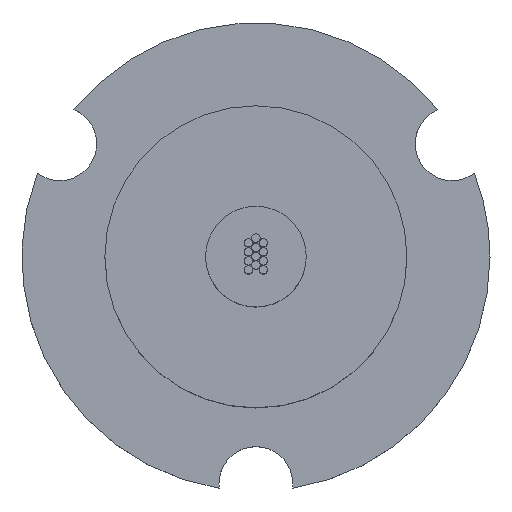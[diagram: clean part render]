
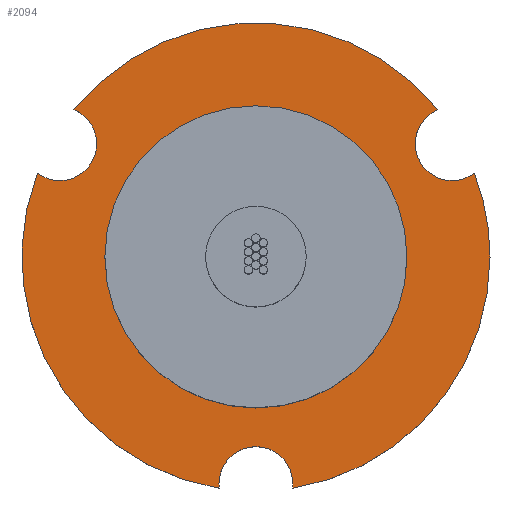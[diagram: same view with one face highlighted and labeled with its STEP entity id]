
A CAD part, top view. The second image highlights one B-rep face of the part: STEP entity #2094.
In plain terms, the highlighted planar face has unit normal (0, 0, 1).
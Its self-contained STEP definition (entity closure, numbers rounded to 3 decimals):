
#14 = VERTEX_POINT ( 'NONE', #1465 ) ;
#51 = AXIS2_PLACEMENT_3D ( 'NONE', #1466, #1870, #661 ) ;
#53 = CARTESIAN_POINT ( 'NONE',  ( -10.841, 8.779, 16.5 ) ) ;
#67 = EDGE_CURVE ( 'NONE', #936, #1026, #1789, .T. ) ;
#76 = FACE_OUTER_BOUND ( 'NONE', #957, .T. ) ;
#154 = ORIENTED_EDGE ( 'NONE', *, *, #1566, .F. ) ;
#173 = VERTEX_POINT ( 'NONE', #498 ) ;
#233 = DIRECTION ( 'NONE',  ( 0., 0., 1. ) ) ;
#244 = CARTESIAN_POINT ( 'NONE',  ( 0., 0., 16.5 ) ) ;
#294 = DIRECTION ( 'NONE',  ( 0., 0., 1. ) ) ;
#340 = EDGE_CURVE ( 'NONE', #1250, #793, #1908, .T. ) ;
#346 = CARTESIAN_POINT ( 'NONE',  ( 0., 0., 16.5 ) ) ;
#377 = CARTESIAN_POINT ( 'NONE',  ( 0., -13.5, 16.5 ) ) ;
#380 = ORIENTED_EDGE ( 'NONE', *, *, #483, .F. ) ;
#386 = AXIS2_PLACEMENT_3D ( 'NONE', #447, #1866, #652 ) ;
#403 = CIRCLE ( 'NONE', #486, 2.2 ) ;
#422 = CARTESIAN_POINT ( 'NONE',  ( 13.023, 4.999, 16.5 ) ) ;
#426 = VERTEX_POINT ( 'NONE', #1919 ) ;
#430 = AXIS2_PLACEMENT_3D ( 'NONE', #346, #1770, #556 ) ;
#447 = CARTESIAN_POINT ( 'NONE',  ( -11.691, 6.75, 16.5 ) ) ;
#452 = DIRECTION ( 'NONE',  ( 1., 0., 0. ) ) ;
#483 = EDGE_CURVE ( 'NONE', #426, #1164, #2188, .T. ) ;
#486 = AXIS2_PLACEMENT_3D ( 'NONE', #2326, #1132, #2531 ) ;
#494 = ORIENTED_EDGE ( 'NONE', *, *, #340, .F. ) ;
#496 = DIRECTION ( 'NONE',  ( 0., 0., 1. ) ) ;
#498 = CARTESIAN_POINT ( 'NONE',  ( -9., 0., 16.5 ) ) ;
#501 = CIRCLE ( 'NONE', #430, 13.95 ) ;
#506 = CARTESIAN_POINT ( 'NONE',  ( 9., 0., 16.5 ) ) ;
#523 = CARTESIAN_POINT ( 'NONE',  ( -11.691, 6.75, 16.5 ) ) ;
#535 = CARTESIAN_POINT ( 'NONE',  ( -2.2, -13.5, 16.5 ) ) ;
#545 = ORIENTED_EDGE ( 'NONE', *, *, #963, .F. ) ;
#556 = DIRECTION ( 'NONE',  ( 1., 0., 0. ) ) ;
#561 = CARTESIAN_POINT ( 'NONE',  ( -2.182, -13.778, 16.5 ) ) ;
#591 = DIRECTION ( 'NONE',  ( 1., 0., 0. ) ) ;
#642 = AXIS2_PLACEMENT_3D ( 'NONE', #523, #1936, #732 ) ;
#652 = DIRECTION ( 'NONE',  ( 1., 0., 0. ) ) ;
#661 = DIRECTION ( 'NONE',  ( 1., 0., 0. ) ) ;
#693 = ORIENTED_EDGE ( 'NONE', *, *, #818, .F. ) ;
#729 = CARTESIAN_POINT ( 'NONE',  ( 0., 0., 16.5 ) ) ;
#732 = DIRECTION ( 'NONE',  ( 1., 0., 0. ) ) ;
#793 = VERTEX_POINT ( 'NONE', #981 ) ;
#805 = ORIENTED_EDGE ( 'NONE', *, *, #67, .F. ) ;
#809 = EDGE_CURVE ( 'NONE', #14, #1164, #1072, .T. ) ;
#818 = EDGE_CURVE ( 'NONE', #915, #173, #2132, .T. ) ;
#837 = EDGE_CURVE ( 'NONE', #173, #915, #2603, .T. ) ;
#900 = CARTESIAN_POINT ( 'NONE',  ( -13.023, 4.999, 16.5 ) ) ;
#915 = VERTEX_POINT ( 'NONE', #506 ) ;
#933 = DIRECTION ( 'NONE',  ( 1., 0., 0. ) ) ;
#936 = VERTEX_POINT ( 'NONE', #1728 ) ;
#957 = EDGE_LOOP ( 'NONE', ( #380, #2050, #545, #494, #1555, #1574, #154, #805, #1452, #2204 ) ) ;
#963 = EDGE_CURVE ( 'NONE', #793, #2185, #1835, .T. ) ;
#981 = CARTESIAN_POINT ( 'NONE',  ( -9.491, 6.75, 16.5 ) ) ;
#993 = DIRECTION ( 'NONE',  ( 0., 0., 1. ) ) ;
#1019 = EDGE_LOOP ( 'NONE', ( #1694, #693 ) ) ;
#1026 = VERTEX_POINT ( 'NONE', #2212 ) ;
#1072 = CIRCLE ( 'NONE', #1235, 13.95 ) ;
#1099 = FACE_BOUND ( 'NONE', #1019, .T. ) ;
#1132 = DIRECTION ( 'NONE',  ( 0., 0., 1. ) ) ;
#1152 = DIRECTION ( 'NONE',  ( 0., 0., 1. ) ) ;
#1164 = VERTEX_POINT ( 'NONE', #422 ) ;
#1235 = AXIS2_PLACEMENT_3D ( 'NONE', #2186, #993, #2383 ) ;
#1250 = VERTEX_POINT ( 'NONE', #900 ) ;
#1264 = EDGE_CURVE ( 'NONE', #936, #14, #1427, .T. ) ;
#1374 = AXIS2_PLACEMENT_3D ( 'NONE', #1670, #233, #1659 ) ;
#1427 = CIRCLE ( 'NONE', #1669, 13.95 ) ;
#1452 = ORIENTED_EDGE ( 'NONE', *, *, #1264, .T. ) ;
#1465 = CARTESIAN_POINT ( 'NONE',  ( 13.95, 0., 16.5 ) ) ;
#1466 = CARTESIAN_POINT ( 'NONE',  ( 0., 0., 16.5 ) ) ;
#1512 = CARTESIAN_POINT ( 'NONE',  ( 0., 0., 16.5 ) ) ;
#1555 = ORIENTED_EDGE ( 'NONE', *, *, #1811, .T. ) ;
#1566 = EDGE_CURVE ( 'NONE', #1026, #1676, #403, .T. ) ;
#1574 = ORIENTED_EDGE ( 'NONE', *, *, #1953, .F. ) ;
#1639 = AXIS2_PLACEMENT_3D ( 'NONE', #244, #1665, #452 ) ;
#1659 = DIRECTION ( 'NONE',  ( 1., 0., 0. ) ) ;
#1665 = DIRECTION ( 'NONE',  ( 0., 0., 1. ) ) ;
#1669 = AXIS2_PLACEMENT_3D ( 'NONE', #1512, #294, #1719 ) ;
#1670 = CARTESIAN_POINT ( 'NONE',  ( 0., 0., 16.5 ) ) ;
#1676 = VERTEX_POINT ( 'NONE', #535 ) ;
#1694 = ORIENTED_EDGE ( 'NONE', *, *, #837, .F. ) ;
#1700 = VERTEX_POINT ( 'NONE', #561 ) ;
#1705 = AXIS2_PLACEMENT_3D ( 'NONE', #1713, #496, #1913 ) ;
#1713 = CARTESIAN_POINT ( 'NONE',  ( 0., -13.5, 16.5 ) ) ;
#1719 = DIRECTION ( 'NONE',  ( 1., 0., 0. ) ) ;
#1728 = CARTESIAN_POINT ( 'NONE',  ( 2.182, -13.778, 16.5 ) ) ;
#1770 = DIRECTION ( 'NONE',  ( 0., 0., 1. ) ) ;
#1789 = CIRCLE ( 'NONE', #1705, 2.2 ) ;
#1804 = DIRECTION ( 'NONE',  ( 0., 0., 1. ) ) ;
#1811 = EDGE_CURVE ( 'NONE', #1250, #1700, #501, .T. ) ;
#1835 = CIRCLE ( 'NONE', #642, 2.2 ) ;
#1866 = DIRECTION ( 'NONE',  ( 0., 0., 1. ) ) ;
#1870 = DIRECTION ( 'NONE',  ( 0., 0., 1. ) ) ;
#1908 = CIRCLE ( 'NONE', #386, 2.2 ) ;
#1913 = DIRECTION ( 'NONE',  ( 1., 0., 0. ) ) ;
#1919 = CARTESIAN_POINT ( 'NONE',  ( 10.841, 8.779, 16.5 ) ) ;
#1936 = DIRECTION ( 'NONE',  ( 0., 0., 1. ) ) ;
#1953 = EDGE_CURVE ( 'NONE', #1676, #1700, #2463, .T. ) ;
#2039 = AXIS2_PLACEMENT_3D ( 'NONE', #729, #2124, #933 ) ;
#2050 = ORIENTED_EDGE ( 'NONE', *, *, #2513, .T. ) ;
#2078 = CIRCLE ( 'NONE', #2039, 13.95 ) ;
#2094 = ADVANCED_FACE ( 'NONE', ( #76, #1099 ), #2448, .T. ) ;
#2124 = DIRECTION ( 'NONE',  ( 0., 0., 1. ) ) ;
#2126 = AXIS2_PLACEMENT_3D ( 'NONE', #2345, #1152, #2549 ) ;
#2132 = CIRCLE ( 'NONE', #1374, 9. ) ;
#2185 = VERTEX_POINT ( 'NONE', #53 ) ;
#2186 = CARTESIAN_POINT ( 'NONE',  ( 0., 0., 16.5 ) ) ;
#2188 = CIRCLE ( 'NONE', #2126, 2.2 ) ;
#2191 = AXIS2_PLACEMENT_3D ( 'NONE', #377, #1804, #591 ) ;
#2204 = ORIENTED_EDGE ( 'NONE', *, *, #809, .T. ) ;
#2212 = CARTESIAN_POINT ( 'NONE',  ( 2.2, -13.5, 16.5 ) ) ;
#2326 = CARTESIAN_POINT ( 'NONE',  ( 0., -13.5, 16.5 ) ) ;
#2345 = CARTESIAN_POINT ( 'NONE',  ( 11.691, 6.75, 16.5 ) ) ;
#2383 = DIRECTION ( 'NONE',  ( 1., 0., 0. ) ) ;
#2448 = PLANE ( 'NONE',  #51 ) ;
#2463 = CIRCLE ( 'NONE', #2191, 2.2 ) ;
#2513 = EDGE_CURVE ( 'NONE', #426, #2185, #2078, .T. ) ;
#2531 = DIRECTION ( 'NONE',  ( 1., 0., 0. ) ) ;
#2549 = DIRECTION ( 'NONE',  ( 1., 0., 0. ) ) ;
#2603 = CIRCLE ( 'NONE', #1639, 9. ) ;
